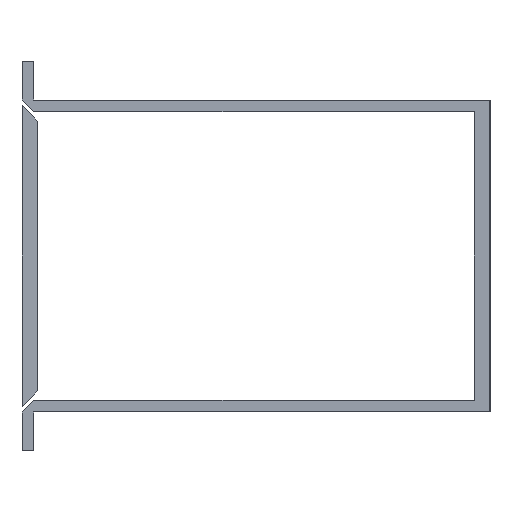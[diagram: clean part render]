
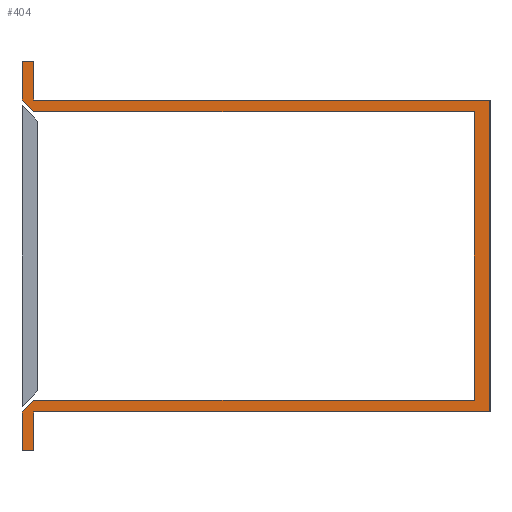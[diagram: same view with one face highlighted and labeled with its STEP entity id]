
A CAD part, left-side view. The second image highlights one B-rep face of the part: STEP entity #404.
In plain terms, the highlighted planar face has unit normal (-1, 0, 0).
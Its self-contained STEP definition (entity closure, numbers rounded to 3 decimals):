
#32=FACE_OUTER_BOUND('',#54,.T.);
#54=EDGE_LOOP('',(#329,#330,#331,#332,#333,#334,#335,#336,#337,#338,#339,
#340,#341,#342));
#61=LINE('',#555,#115);
#65=LINE('',#563,#119);
#68=LINE('',#569,#122);
#71=LINE('',#575,#125);
#74=LINE('',#581,#128);
#77=LINE('',#587,#131);
#80=LINE('',#593,#134);
#83=LINE('',#599,#137);
#86=LINE('',#605,#140);
#89=LINE('',#611,#143);
#92=LINE('',#617,#146);
#95=LINE('',#623,#149);
#98=LINE('',#629,#152);
#101=LINE('',#634,#155);
#115=VECTOR('',#455,10.);
#119=VECTOR('',#461,10.);
#122=VECTOR('',#466,10.);
#125=VECTOR('',#471,10.);
#128=VECTOR('',#476,10.);
#131=VECTOR('',#481,10.);
#134=VECTOR('',#486,10.);
#137=VECTOR('',#491,10.);
#140=VECTOR('',#496,10.);
#143=VECTOR('',#501,10.);
#146=VECTOR('',#506,10.);
#149=VECTOR('',#511,10.);
#152=VECTOR('',#516,10.);
#155=VECTOR('',#521,10.);
#169=VERTEX_POINT('',#553);
#170=VERTEX_POINT('',#554);
#173=VERTEX_POINT('',#562);
#175=VERTEX_POINT('',#568);
#177=VERTEX_POINT('',#574);
#179=VERTEX_POINT('',#580);
#181=VERTEX_POINT('',#586);
#183=VERTEX_POINT('',#592);
#185=VERTEX_POINT('',#598);
#187=VERTEX_POINT('',#604);
#189=VERTEX_POINT('',#610);
#191=VERTEX_POINT('',#616);
#193=VERTEX_POINT('',#622);
#195=VERTEX_POINT('',#628);
#205=EDGE_CURVE('',#169,#170,#61,.T.);
#209=EDGE_CURVE('',#173,#169,#65,.T.);
#212=EDGE_CURVE('',#175,#173,#68,.T.);
#215=EDGE_CURVE('',#177,#175,#71,.T.);
#218=EDGE_CURVE('',#179,#177,#74,.T.);
#221=EDGE_CURVE('',#181,#179,#77,.T.);
#224=EDGE_CURVE('',#183,#181,#80,.T.);
#227=EDGE_CURVE('',#185,#183,#83,.T.);
#230=EDGE_CURVE('',#187,#185,#86,.T.);
#233=EDGE_CURVE('',#189,#187,#89,.T.);
#236=EDGE_CURVE('',#191,#189,#92,.T.);
#239=EDGE_CURVE('',#193,#191,#95,.T.);
#242=EDGE_CURVE('',#195,#193,#98,.T.);
#245=EDGE_CURVE('',#170,#195,#101,.T.);
#329=ORIENTED_EDGE('',*,*,#245,.F.);
#330=ORIENTED_EDGE('',*,*,#205,.F.);
#331=ORIENTED_EDGE('',*,*,#209,.F.);
#332=ORIENTED_EDGE('',*,*,#212,.F.);
#333=ORIENTED_EDGE('',*,*,#215,.F.);
#334=ORIENTED_EDGE('',*,*,#218,.F.);
#335=ORIENTED_EDGE('',*,*,#221,.F.);
#336=ORIENTED_EDGE('',*,*,#224,.F.);
#337=ORIENTED_EDGE('',*,*,#227,.F.);
#338=ORIENTED_EDGE('',*,*,#230,.F.);
#339=ORIENTED_EDGE('',*,*,#233,.F.);
#340=ORIENTED_EDGE('',*,*,#236,.F.);
#341=ORIENTED_EDGE('',*,*,#239,.F.);
#342=ORIENTED_EDGE('',*,*,#242,.F.);
#382=PLANE('',#444);
#404=ADVANCED_FACE('',(#32),#382,.F.);
#444=AXIS2_PLACEMENT_3D('',#637,#525,#526);
#455=DIRECTION('',(0.,0.,-1.));
#461=DIRECTION('',(0.,-1.,0.));
#466=DIRECTION('',(0.,0.,-1.));
#471=DIRECTION('',(0.,-1.,0.));
#476=DIRECTION('',(0.,0.,1.));
#481=DIRECTION('',(0.,0.707,0.707));
#486=DIRECTION('',(0.,1.,0.));
#491=DIRECTION('',(0.,0.,1.));
#496=DIRECTION('',(0.,-1.,0.));
#501=DIRECTION('',(0.,-0.707,0.707));
#506=DIRECTION('',(0.,0.,1.));
#511=DIRECTION('',(0.,1.,0.));
#516=DIRECTION('',(0.,0.,-1.));
#521=DIRECTION('',(0.,1.,0.));
#525=DIRECTION('center_axis',(1.,0.,0.));
#526=DIRECTION('ref_axis',(0.,0.,-1.));
#553=CARTESIAN_POINT('',(0.,-60.,20.));
#554=CARTESIAN_POINT('',(0.,-60.,-20.));
#555=CARTESIAN_POINT('',(0.,-60.,20.));
#562=CARTESIAN_POINT('',(0.,-1.5,20.));
#563=CARTESIAN_POINT('',(0.,0.,20.));
#568=CARTESIAN_POINT('',(0.,-1.5,25.));
#569=CARTESIAN_POINT('',(0.,-1.5,25.));
#574=CARTESIAN_POINT('',(0.,0.,25.));
#575=CARTESIAN_POINT('',(0.,0.,25.));
#580=CARTESIAN_POINT('',(0.,0.,20.));
#581=CARTESIAN_POINT('',(0.,0.,-25.));
#586=CARTESIAN_POINT('',(0.,-1.5,18.5));
#587=CARTESIAN_POINT('',(0.,-1.5,18.5));
#592=CARTESIAN_POINT('',(0.,-58.,18.5));
#593=CARTESIAN_POINT('',(0.,-58.,18.5));
#598=CARTESIAN_POINT('',(0.,-58.,-18.5));
#599=CARTESIAN_POINT('',(0.,-58.,-18.5));
#604=CARTESIAN_POINT('',(0.,-1.5,-18.5));
#605=CARTESIAN_POINT('',(0.,0.,-18.5));
#610=CARTESIAN_POINT('',(0.,0.,-20.));
#611=CARTESIAN_POINT('',(0.,0.,-20.));
#616=CARTESIAN_POINT('',(0.,0.,-25.));
#617=CARTESIAN_POINT('',(0.,0.,-25.));
#622=CARTESIAN_POINT('',(0.,-1.5,-25.));
#623=CARTESIAN_POINT('',(0.,-1.5,-25.));
#628=CARTESIAN_POINT('',(0.,-1.5,-20.));
#629=CARTESIAN_POINT('',(0.,-1.5,25.));
#634=CARTESIAN_POINT('',(0.,-60.,-20.));
#637=CARTESIAN_POINT('Origin',(0.,-30.,0.));
